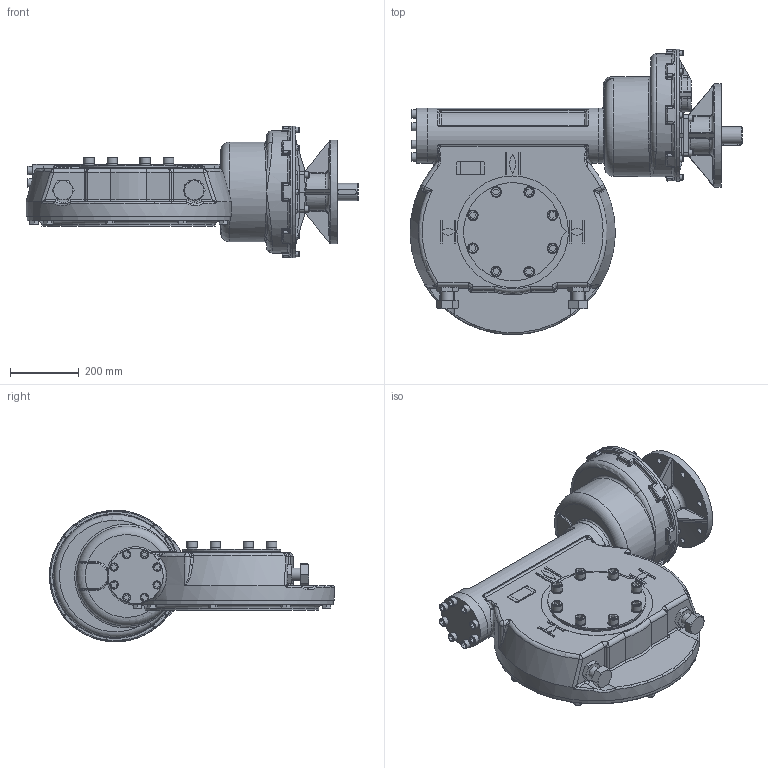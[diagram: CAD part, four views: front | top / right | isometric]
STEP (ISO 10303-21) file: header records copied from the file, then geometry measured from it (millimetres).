
FILE_DESCRIPTION(/* description */ ('Unknown'),/* implementation_level */ '2;1');
FILE_NAME(/* name */ 'PUB-IW9FBIR3-F25-F30',/* time_stamp */ '2016-07-06T13:38:53+01:00',/* author */ ('Unknown'),/* organization */ ('Unknown'),/* preprocessor_version */ 'ST-DEVELOPER v16',/* originating_system */ 'DEX',/* authorisation */ $);
FILE_SCHEMA (('AUTOMOTIVE_DESIGN {1 0 10303 214 3 1 1}'));
Products named in the file (1): PUB-IW9FBIR3-F25-F30
Bounding box: 963.71 x 827.45 x 382 mm (x, y, z)
Surface area: 1982286.8 mm2 (no closed solid volume)
Topology: 0 solids, 75 shells, 1164 faces, 3156 edges, 2002 vertices
Faces by surface type: plane 489, cylinder 247, bspline 157, cone 132, torus 99, sphere 40
Full cylindrical faces by diameter (mm): 16 x8, 16.5 x16, 17.294 x8, 18 x4, 24 x8, 30 x8, 30.7 x8, 36 x2, 50 x1, 160 x3, 200 x1, 220 x1, 280 x1, 290 x1, 300 x1, 324 x1, 356 x1, 382 x2
Entity records: 55894 total; most frequent: CARTESIAN_POINT 27734, DIRECTION 5204, ORIENTED_EDGE 5203, EDGE_CURVE 2897, AXIS2_PLACEMENT_3D 2012, VERTEX_POINT 1941, FACE_BOUND 1459, EDGE_LOOP 1451
